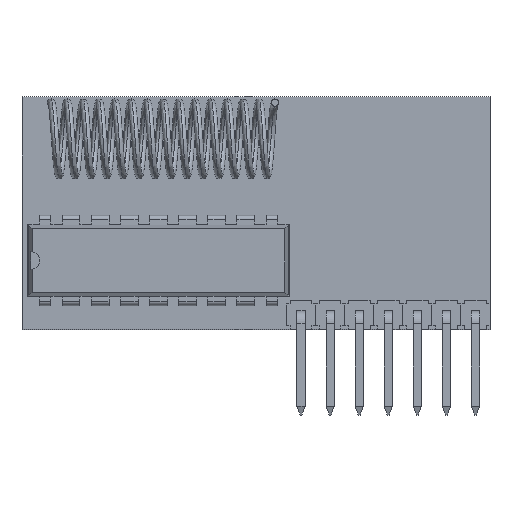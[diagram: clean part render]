
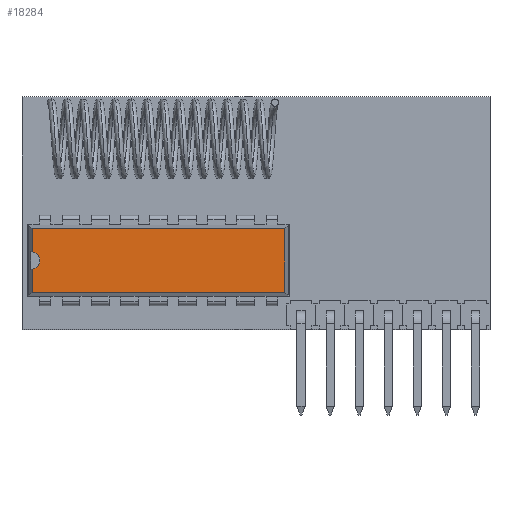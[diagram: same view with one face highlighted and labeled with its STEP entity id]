
A CAD part, top view. The second image highlights one B-rep face of the part: STEP entity #18284.
In plain terms, the highlighted planar face has unit normal (0, 0, 1).
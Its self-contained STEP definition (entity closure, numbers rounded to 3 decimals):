
#1199 = CARTESIAN_POINT ( 'NONE',  ( 6.586, 0.871, 3.68 ) ) ;
#2065 = CARTESIAN_POINT ( 'NONE',  ( 3.81, 0.196, 3.68 ) ) ;
#2260 = VECTOR ( 'NONE', #19587, 1000. ) ;
#2686 = VERTEX_POINT ( 'NONE', #21139 ) ;
#3938 = CIRCLE ( 'NONE', #23770, 0.75 ) ;
#4497 = EDGE_CURVE ( 'NONE', #10300, #2686, #6606, .T. ) ;
#5684 = ORIENTED_EDGE ( 'NONE', *, *, #18572, .T. ) ;
#5698 = VERTEX_POINT ( 'NONE', #14696 ) ;
#5898 = ORIENTED_EDGE ( 'NONE', *, *, #6672, .T. ) ;
#6080 = VECTOR ( 'NONE', #16228, 1000. ) ;
#6606 = LINE ( 'NONE', #1199, #21603 ) ;
#6657 = LINE ( 'NONE', #9797, #21649 ) ;
#6672 = EDGE_CURVE ( 'NONE', #11347, #10300, #7324, .T. ) ;
#6710 = CARTESIAN_POINT ( 'NONE',  ( 3.81, 0.946, 3.68 ) ) ;
#6934 = CARTESIAN_POINT ( 'NONE',  ( 3.81, 0.946, 3.68 ) ) ;
#7324 = LINE ( 'NONE', #10421, #6080 ) ;
#7848 = LINE ( 'NONE', #20648, #22810 ) ;
#8693 = DIRECTION ( 'NONE',  ( 0., -1., 0. ) ) ;
#8711 = LINE ( 'NONE', #17665, #2260 ) ;
#8923 = DIRECTION ( 'NONE',  ( 0., -1., 0. ) ) ;
#8955 = CARTESIAN_POINT ( 'NONE',  ( 6.586, -21.191, 3.68 ) ) ;
#9122 = ORIENTED_EDGE ( 'NONE', *, *, #15322, .T. ) ;
#9187 = CIRCLE ( 'NONE', #11804, 0.75 ) ;
#9195 = EDGE_CURVE ( 'NONE', #20271, #5698, #8711, .T. ) ;
#9797 = CARTESIAN_POINT ( 'NONE',  ( 1.034, -21.191, 3.68 ) ) ;
#10300 = VERTEX_POINT ( 'NONE', #24492 ) ;
#10421 = CARTESIAN_POINT ( 'NONE',  ( 6.586, -21.191, 3.68 ) ) ;
#10684 = FACE_OUTER_BOUND ( 'NONE', #15273, .T. ) ;
#10753 = PLANE ( 'NONE',  #19374 ) ;
#10914 = DIRECTION ( 'NONE',  ( 0., -1., 0. ) ) ;
#11347 = VERTEX_POINT ( 'NONE', #18296 ) ;
#11804 = AXIS2_PLACEMENT_3D ( 'NONE', #6934, #20599, #8923 ) ;
#12928 = DIRECTION ( 'NONE',  ( -1., 0., 0. ) ) ;
#14696 = CARTESIAN_POINT ( 'NONE',  ( 1.034, -21.191, 3.68 ) ) ;
#14760 = CARTESIAN_POINT ( 'NONE',  ( 3.064, 0.871, 3.68 ) ) ;
#15273 = EDGE_LOOP ( 'NONE', ( #15845, #9122, #18561, #21775, #24823, #5684, #5898 ) ) ;
#15322 = EDGE_CURVE ( 'NONE', #2686, #24967, #9187, .T. ) ;
#15673 = DIRECTION ( 'NONE',  ( 1., 0., 0. ) ) ;
#15845 = ORIENTED_EDGE ( 'NONE', *, *, #4497, .T. ) ;
#16228 = DIRECTION ( 'NONE',  ( 0., 1., 0. ) ) ;
#16733 = DIRECTION ( 'NONE',  ( -1., 0., 0. ) ) ;
#17665 = CARTESIAN_POINT ( 'NONE',  ( 1.034, 0.871, 3.68 ) ) ;
#18166 = EDGE_CURVE ( 'NONE', #24967, #21253, #3938, .T. ) ;
#18284 = ADVANCED_FACE ( 'NONE', ( #10684 ), #10753, .F. ) ;
#18296 = CARTESIAN_POINT ( 'NONE',  ( 6.586, -21.191, 3.68 ) ) ;
#18561 = ORIENTED_EDGE ( 'NONE', *, *, #18166, .T. ) ;
#18572 = EDGE_CURVE ( 'NONE', #5698, #11347, #6657, .T. ) ;
#19374 = AXIS2_PLACEMENT_3D ( 'NONE', #8955, #22601, #10914 ) ;
#19587 = DIRECTION ( 'NONE',  ( 0., -1., 0. ) ) ;
#20271 = VERTEX_POINT ( 'NONE', #24246 ) ;
#20377 = DIRECTION ( 'NONE',  ( 0., 0., -1. ) ) ;
#20599 = DIRECTION ( 'NONE',  ( 0., 0., -1. ) ) ;
#20648 = CARTESIAN_POINT ( 'NONE',  ( 6.586, 0.871, 3.68 ) ) ;
#21139 = CARTESIAN_POINT ( 'NONE',  ( 4.556, 0.871, 3.68 ) ) ;
#21253 = VERTEX_POINT ( 'NONE', #14760 ) ;
#21603 = VECTOR ( 'NONE', #12928, 1000. ) ;
#21649 = VECTOR ( 'NONE', #15673, 1000. ) ;
#21775 = ORIENTED_EDGE ( 'NONE', *, *, #23917, .T. ) ;
#22601 = DIRECTION ( 'NONE',  ( 0., 0., -1. ) ) ;
#22810 = VECTOR ( 'NONE', #16733, 1000. ) ;
#23770 = AXIS2_PLACEMENT_3D ( 'NONE', #6710, #20377, #8693 ) ;
#23917 = EDGE_CURVE ( 'NONE', #21253, #20271, #7848, .T. ) ;
#24246 = CARTESIAN_POINT ( 'NONE',  ( 1.034, 0.871, 3.68 ) ) ;
#24492 = CARTESIAN_POINT ( 'NONE',  ( 6.586, 0.871, 3.68 ) ) ;
#24823 = ORIENTED_EDGE ( 'NONE', *, *, #9195, .T. ) ;
#24967 = VERTEX_POINT ( 'NONE', #2065 ) ;
